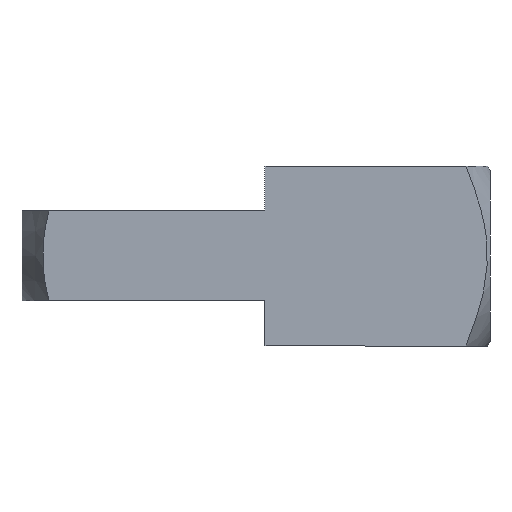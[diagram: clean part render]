
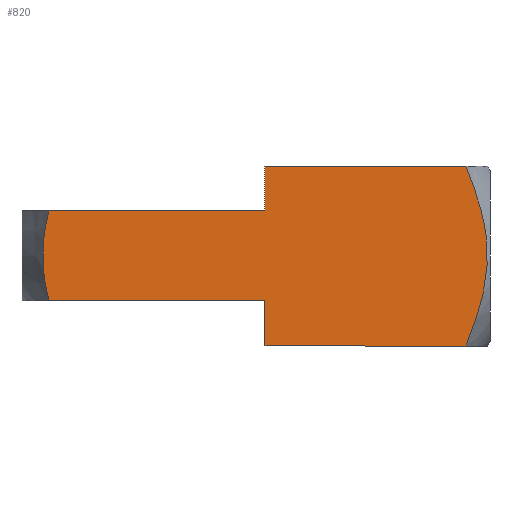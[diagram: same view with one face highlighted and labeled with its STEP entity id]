
A CAD part, front view. The second image highlights one B-rep face of the part: STEP entity #820.
In plain terms, the highlighted planar face has unit normal (0, -1, 0).
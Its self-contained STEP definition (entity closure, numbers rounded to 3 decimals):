
#26 = CARTESIAN_POINT ( 'NONE',  ( -0.305, -10., -0.863 ) ) ;
#28 = LINE ( 'NONE', #535, #626 ) ;
#41 = CARTESIAN_POINT ( 'NONE',  ( -0.774, -10., 4.25 ) ) ;
#49 = LINE ( 'NONE', #946, #905 ) ;
#60 = VERTEX_POINT ( 'NONE', #277 ) ;
#99 = DIRECTION ( 'NONE',  ( 1., 0., 0. ) ) ;
#108 = CARTESIAN_POINT ( 'NONE',  ( -0.369, -10., -1.73 ) ) ;
#116 = CARTESIAN_POINT ( 'NONE',  ( -49.691, -10., 0.417 ) ) ;
#141 = CARTESIAN_POINT ( 'NONE',  ( -25., -10., -5. ) ) ;
#144 = CARTESIAN_POINT ( 'NONE',  ( -25., -10., 10. ) ) ;
#146 = CARTESIAN_POINT ( 'NONE',  ( -25., -10., 5. ) ) ;
#158 = CARTESIAN_POINT ( 'NONE',  ( -0.289, -10., 0.86 ) ) ;
#160 = VERTEX_POINT ( 'NONE', #144 ) ;
#194 = DIRECTION ( 'NONE',  ( 0., 0., -1. ) ) ;
#205 = CARTESIAN_POINT ( 'NONE',  ( -49.568, -10., 2.107 ) ) ;
#208 = EDGE_CURVE ( 'NONE', #919, #60, #471, .T. ) ;
#210 = LINE ( 'NONE', #361, #780 ) ;
#230 = CARTESIAN_POINT ( 'NONE',  ( -2.042, -10., 8.389 ) ) ;
#233 = CARTESIAN_POINT ( 'NONE',  ( -0.289, -10., -0.431 ) ) ;
#234 = VERTEX_POINT ( 'NONE', #386 ) ;
#239 = LINE ( 'NONE', #465, #558 ) ;
#244 = ORIENTED_EDGE ( 'NONE', *, *, #208, .F. ) ;
#246 = CARTESIAN_POINT ( 'NONE',  ( -1.22, -10., -5.95 ) ) ;
#249 = DIRECTION ( 'NONE',  ( 1., 0., 0. ) ) ;
#256 = FACE_OUTER_BOUND ( 'NONE', #866, .T. ) ;
#258 = CARTESIAN_POINT ( 'NONE',  ( -49.009, -10., 5. ) ) ;
#274 = EDGE_CURVE ( 'NONE', #160, #503, #28, .T. ) ;
#275 = VERTEX_POINT ( 'NONE', #258 ) ;
#277 = CARTESIAN_POINT ( 'NONE',  ( -49.009, -10., -5. ) ) ;
#287 = DIRECTION ( 'NONE',  ( 0., 0., -1. ) ) ;
#294 = CARTESIAN_POINT ( 'NONE',  ( -2.68, -10., 10. ) ) ;
#297 = EDGE_CURVE ( 'NONE', #935, #234, #396, .T. ) ;
#318 = CARTESIAN_POINT ( 'NONE',  ( -0.354, -10., 1.714 ) ) ;
#326 = CARTESIAN_POINT ( 'NONE',  ( -1.212, -10., 5.923 ) ) ;
#354 = CARTESIAN_POINT ( 'NONE',  ( -49.614, -10., 1.688 ) ) ;
#361 = CARTESIAN_POINT ( 'NONE',  ( -25., -10., 10. ) ) ;
#386 = CARTESIAN_POINT ( 'NONE',  ( -2.68, -10., -10. ) ) ;
#390 = CARTESIAN_POINT ( 'NONE',  ( -2.044, -10., -8.394 ) ) ;
#396 = LINE ( 'NONE', #936, #753 ) ;
#410 = PLANE ( 'NONE',  #731 ) ;
#416 = CARTESIAN_POINT ( 'NONE',  ( -49.626, -10., -1.699 ) ) ;
#450 = B_SPLINE_CURVE_WITH_KNOTS ( 'NONE', 3,
 ( #487, #575, #883, #205, #354, #787, #116, #566, #416, #934, #555, #876 ),
 .UNSPECIFIED., .F., .F.,
 ( 4, 2, 2, 2, 2, 4 ),
 ( 0.002, 0.004, 0.005, 0.007, 0.009, 0.012 ),
 .UNSPECIFIED. ) ;
#452 = CARTESIAN_POINT ( 'NONE',  ( -2.68, -10., 10. ) ) ;
#465 = CARTESIAN_POINT ( 'NONE',  ( -25., -10., 5. ) ) ;
#471 = LINE ( 'NONE', #684, #522 ) ;
#477 = DIRECTION ( 'NONE',  ( 1., 0., 0. ) ) ;
#487 = CARTESIAN_POINT ( 'NONE',  ( -49.009, -10., 5. ) ) ;
#503 = VERTEX_POINT ( 'NONE', #294 ) ;
#508 = CARTESIAN_POINT ( 'NONE',  ( -25., -10., -10. ) ) ;
#522 = VECTOR ( 'NONE', #541, 1000. ) ;
#528 = CARTESIAN_POINT ( 'NONE',  ( -2.352, -10., 9.197 ) ) ;
#535 = CARTESIAN_POINT ( 'NONE',  ( -53.284, -10., 10. ) ) ;
#541 = DIRECTION ( 'NONE',  ( -1., 0., 0. ) ) ;
#555 = CARTESIAN_POINT ( 'NONE',  ( -49.22, -10., -4.184 ) ) ;
#558 = VECTOR ( 'NONE', #99, 1000. ) ;
#560 = VERTEX_POINT ( 'NONE', #146 ) ;
#566 = CARTESIAN_POINT ( 'NONE',  ( -49.69, -10., -0.859 ) ) ;
#570 = ORIENTED_EDGE ( 'NONE', *, *, #816, .T. ) ;
#575 = CARTESIAN_POINT ( 'NONE',  ( -49.22, -10., 4.183 ) ) ;
#601 = ORIENTED_EDGE ( 'NONE', *, *, #740, .T. ) ;
#605 = CARTESIAN_POINT ( 'NONE',  ( -1.477, -10., -6.769 ) ) ;
#609 = ORIENTED_EDGE ( 'NONE', *, *, #297, .T. ) ;
#617 = CARTESIAN_POINT ( 'NONE',  ( -0.596, -10., 3.409 ) ) ;
#626 = VECTOR ( 'NONE', #477, 1000. ) ;
#628 = CARTESIAN_POINT ( 'NONE',  ( -1.472, -10., 6.753 ) ) ;
#684 = CARTESIAN_POINT ( 'NONE',  ( -25., -10., -5. ) ) ;
#688 = CARTESIAN_POINT ( 'NONE',  ( -0.604, -10., -3.448 ) ) ;
#691 = B_SPLINE_CURVE_WITH_KNOTS ( 'NONE', 3,
 ( #924, #911, #390, #605, #246, #777, #688, #834, #108, #26, #233, #158, #318, #617, #41, #326, #628, #230, #528, #452 ),
 .UNSPECIFIED., .F., .F.,
 ( 4, 2, 2, 2, 2, 2, 2, 2, 2, 4 ),
 ( 0., 0.003, 0.005, 0.008, 0.009, 0.01, 0.013, 0.015, 0.018, 0.021 ),
 .UNSPECIFIED. ) ;
#711 = DIRECTION ( 'NONE',  ( 0., 0., -1. ) ) ;
#721 = EDGE_CURVE ( 'NONE', #275, #560, #239, .T. ) ;
#731 = AXIS2_PLACEMENT_3D ( 'NONE', #861, #783, #711 ) ;
#740 = EDGE_CURVE ( 'NONE', #234, #503, #691, .T. ) ;
#753 = VECTOR ( 'NONE', #249, 1000. ) ;
#759 = ORIENTED_EDGE ( 'NONE', *, *, #274, .F. ) ;
#777 = CARTESIAN_POINT ( 'NONE',  ( -0.783, -10., -4.289 ) ) ;
#780 = VECTOR ( 'NONE', #287, 1000. ) ;
#783 = DIRECTION ( 'NONE',  ( 0., -1., 0. ) ) ;
#787 = CARTESIAN_POINT ( 'NONE',  ( -49.675, -10., 0.844 ) ) ;
#791 = ORIENTED_EDGE ( 'NONE', *, *, #826, .T. ) ;
#816 = EDGE_CURVE ( 'NONE', #275, #60, #450, .T. ) ;
#820 = ADVANCED_FACE ( 'NONE', ( #256 ), #410, .T. ) ;
#826 = EDGE_CURVE ( 'NONE', #160, #560, #49, .T. ) ;
#834 = CARTESIAN_POINT ( 'NONE',  ( -0.417, -10., -2.164 ) ) ;
#837 = ORIENTED_EDGE ( 'NONE', *, *, #721, .F. ) ;
#848 = ORIENTED_EDGE ( 'NONE', *, *, #914, .T. ) ;
#861 = CARTESIAN_POINT ( 'NONE',  ( -53.284, -10., 10. ) ) ;
#866 = EDGE_LOOP ( 'NONE', ( #837, #570, #244, #848, #609, #601, #759, #791 ) ) ;
#876 = CARTESIAN_POINT ( 'NONE',  ( -49.009, -10., -5. ) ) ;
#883 = CARTESIAN_POINT ( 'NONE',  ( -49.392, -10., 3.358 ) ) ;
#905 = VECTOR ( 'NONE', #194, 1000. ) ;
#911 = CARTESIAN_POINT ( 'NONE',  ( -2.353, -10., -9.2 ) ) ;
#914 = EDGE_CURVE ( 'NONE', #919, #935, #210, .T. ) ;
#919 = VERTEX_POINT ( 'NONE', #141 ) ;
#924 = CARTESIAN_POINT ( 'NONE',  ( -2.68, -10., -10. ) ) ;
#934 = CARTESIAN_POINT ( 'NONE',  ( -49.391, -10., -3.362 ) ) ;
#935 = VERTEX_POINT ( 'NONE', #508 ) ;
#936 = CARTESIAN_POINT ( 'NONE',  ( -53.284, -10., -10. ) ) ;
#946 = CARTESIAN_POINT ( 'NONE',  ( -25., -10., 10. ) ) ;
